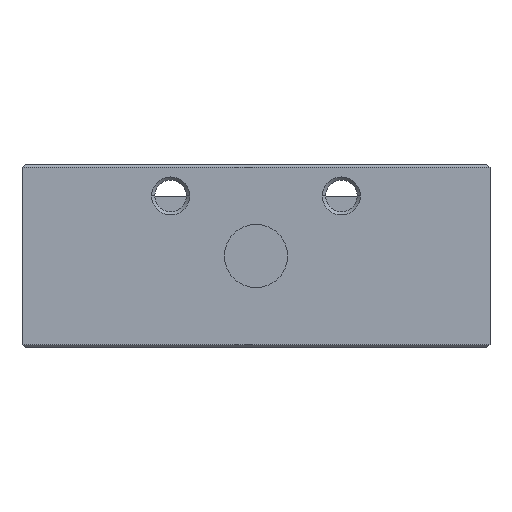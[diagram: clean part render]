
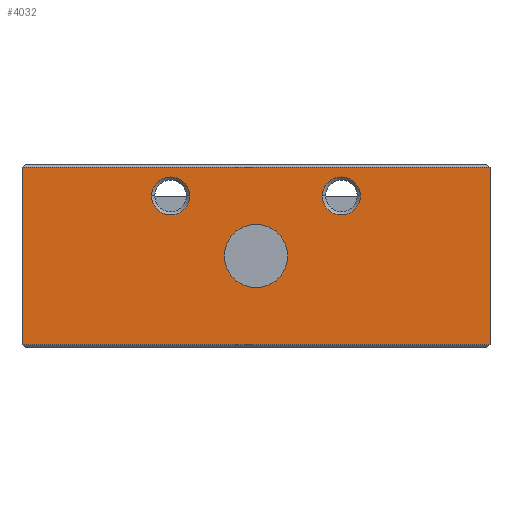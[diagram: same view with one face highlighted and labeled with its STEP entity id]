
A CAD part, front view. The second image highlights one B-rep face of the part: STEP entity #4032.
In plain terms, the highlighted planar face has unit normal (0, -1, 0).
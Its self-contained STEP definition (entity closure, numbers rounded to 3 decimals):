
#4032=ADVANCED_FACE('',(#8129,#8130,#8131,#8132),#8133,.F.);
#8129=FACE_BOUND('',#12203,.T.);
#8130=FACE_BOUND('',#12204,.T.);
#8131=FACE_BOUND('',#12205,.T.);
#8132=FACE_OUTER_BOUND('',#12206,.T.);
#8133=PLANE('',#12207);
#12203=EDGE_LOOP('',(#24288,#24289));
#12204=EDGE_LOOP('',(#24290,#24291));
#12205=EDGE_LOOP('',(#24292,#24293));
#12206=EDGE_LOOP('',(#24294,#24295,#24296,#24297));
#12207=AXIS2_PLACEMENT_3D('',#24298,#24299,#24300);
#24288=ORIENTED_EDGE('',*,*,#29096,.T.);
#24289=ORIENTED_EDGE('',*,*,#28931,.T.);
#24290=ORIENTED_EDGE('',*,*,#29103,.T.);
#24291=ORIENTED_EDGE('',*,*,#28918,.T.);
#24292=ORIENTED_EDGE('',*,*,#28905,.T.);
#24293=ORIENTED_EDGE('',*,*,#29146,.T.);
#24294=ORIENTED_EDGE('',*,*,#29125,.T.);
#24295=ORIENTED_EDGE('',*,*,#29147,.T.);
#24296=ORIENTED_EDGE('',*,*,#29128,.T.);
#24297=ORIENTED_EDGE('',*,*,#29148,.F.);
#24298=CARTESIAN_POINT('',(0.0,0.0,14.5));
#24299=DIRECTION('',(0.0,1.0,0.0));
#24300=DIRECTION('',(0.0,0.0,1.0));
#28905=EDGE_CURVE('',#35819,#35823,#35825,.T.);
#28918=EDGE_CURVE('',#35842,#35844,#35846,.T.);
#28931=EDGE_CURVE('',#35863,#35865,#35867,.T.);
#29096=EDGE_CURVE('',#35865,#35863,#36102,.T.);
#29103=EDGE_CURVE('',#35844,#35842,#36109,.T.);
#29125=EDGE_CURVE('',#36136,#36140,#36142,.T.);
#29128=EDGE_CURVE('',#36147,#36144,#36148,.T.);
#29146=EDGE_CURVE('',#35823,#35819,#36172,.T.);
#29147=EDGE_CURVE('',#36140,#36147,#36173,.T.);
#29148=EDGE_CURVE('',#36136,#36144,#36174,.T.);
#35819=VERTEX_POINT('',#46129);
#35823=VERTEX_POINT('',#46134);
#35825=CIRCLE('',#46137,5.0);
#35842=VERTEX_POINT('',#46158);
#35844=VERTEX_POINT('',#46161);
#35846=CIRCLE('',#46164,3.0);
#35863=VERTEX_POINT('',#46185);
#35865=VERTEX_POINT('',#46188);
#35867=CIRCLE('',#46191,3.0);
#36102=CIRCLE('',#46609,3.0);
#36109=CIRCLE('',#46616,3.0);
#36136=VERTEX_POINT('',#46652);
#36140=VERTEX_POINT('',#46658);
#36142=LINE('',#46661,#46662);
#36144=VERTEX_POINT('',#46664);
#36147=VERTEX_POINT('',#46668);
#36148=LINE('',#46669,#46670);
#36172=CIRCLE('',#46706,5.0);
#36173=LINE('',#46707,#46708);
#36174=LINE('',#46709,#46710);
#46129=CARTESIAN_POINT('',(5.0,0.0,14.5));
#46134=CARTESIAN_POINT('',(-5.0,0.0,14.5));
#46137=AXIS2_PLACEMENT_3D('',#52016,#52017,#52018);
#46158=CARTESIAN_POINT('',(10.5,0.0,24.0));
#46161=CARTESIAN_POINT('',(16.5,0.0,24.0));
#46164=AXIS2_PLACEMENT_3D('',#52034,#52035,#52036);
#46185=CARTESIAN_POINT('',(-16.5,0.0,24.0));
#46188=CARTESIAN_POINT('',(-10.5,0.0,24.0));
#46191=AXIS2_PLACEMENT_3D('',#52052,#52053,#52054);
#46609=AXIS2_PLACEMENT_3D('',#52282,#52283,#52284);
#46616=AXIS2_PLACEMENT_3D('',#52294,#52295,#52296);
#46652=CARTESIAN_POINT('',(37.0,0.0,28.5));
#46658=CARTESIAN_POINT('',(-37.0,0.0,28.5));
#46661=CARTESIAN_POINT('',(-22.2,0.0,28.5));
#46662=VECTOR('',#52321,1.0);
#46664=CARTESIAN_POINT('',(37.0,0.0,0.5));
#46668=CARTESIAN_POINT('',(-37.0,0.0,0.5));
#46669=CARTESIAN_POINT('',(-22.2,0.0,0.5));
#46670=VECTOR('',#52323,1.0);
#46706=AXIS2_PLACEMENT_3D('',#52336,#52337,#52338);
#46707=CARTESIAN_POINT('',(-37.0,0.0,14.5));
#46708=VECTOR('',#52339,1.0);
#46709=CARTESIAN_POINT('',(37.0,0.0,14.5));
#46710=VECTOR('',#52340,1.0);
#52016=CARTESIAN_POINT('',(0.0,0.0,14.5));
#52017=DIRECTION('',(-0.0,1.0,0.0));
#52018=DIRECTION('',(1.0,0.0,0.0));
#52034=CARTESIAN_POINT('',(13.5,0.0,24.0));
#52035=DIRECTION('',(-0.0,1.0,0.0));
#52036=DIRECTION('',(1.0,0.0,0.0));
#52052=CARTESIAN_POINT('',(-13.5,0.0,24.0));
#52053=DIRECTION('',(-0.0,1.0,0.0));
#52054=DIRECTION('',(1.0,0.0,0.0));
#52282=CARTESIAN_POINT('',(-13.5,0.0,24.0));
#52283=DIRECTION('',(-0.0,1.0,0.0));
#52284=DIRECTION('',(1.0,0.0,0.0));
#52294=CARTESIAN_POINT('',(13.5,0.0,24.0));
#52295=DIRECTION('',(-0.0,1.0,0.0));
#52296=DIRECTION('',(1.0,0.0,0.0));
#52321=DIRECTION('',(-1.0,0.0,0.0));
#52323=DIRECTION('',(1.0,0.0,0.0));
#52336=CARTESIAN_POINT('',(0.0,0.0,14.5));
#52337=DIRECTION('',(-0.0,1.0,0.0));
#52338=DIRECTION('',(1.0,0.0,0.0));
#52339=DIRECTION('',(0.0,0.0,-1.0));
#52340=DIRECTION('',(0.0,0.0,-1.0));
